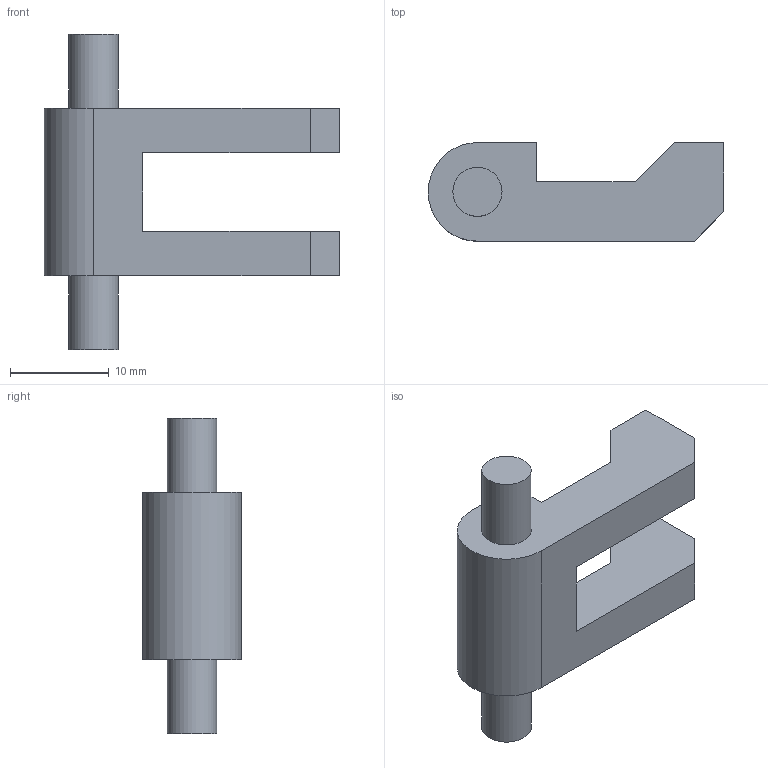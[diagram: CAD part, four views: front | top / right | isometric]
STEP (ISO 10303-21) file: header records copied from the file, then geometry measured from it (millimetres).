
FILE_DESCRIPTION(/* description */ (''),/* implementation_level */ '2;1');
FILE_NAME(/* name */ '10-2.stp',/* time_stamp */ '2021-09-12T11:07:25+09:00',/* author */ ('서울공업고등학교'),/* organization */ (''),/* preprocessor_version */ 'ST-DEVELOPER v18.1',/* originating_system */ 'Autodesk Inventor 2022',/* authorisation */ '');
FILE_SCHEMA (('AUTOMOTIVE_DESIGN { 1 0 10303 214 3 1 1 }'));
Length unit declared in the file: millimetre
Products named in the file (1): 10-2
Bounding box: 30 x 10 x 32 mm (x, y, z)
Volume: 3139.6 mm3; surface area: 2006.3 mm2
Topology: 1 solids, 1 shells, 24 faces, 60 edges, 40 vertices
Faces by surface type: plane 21, cylinder 3
Full cylindrical faces by diameter (mm): 5 x2
Entity records: 751 total; most frequent: CARTESIAN_POINT 125, ORIENTED_EDGE 120, DIRECTION 116, EDGE_CURVE 60, LINE 54, VECTOR 54, VERTEX_POINT 40, AXIS2_PLACEMENT_3D 31
